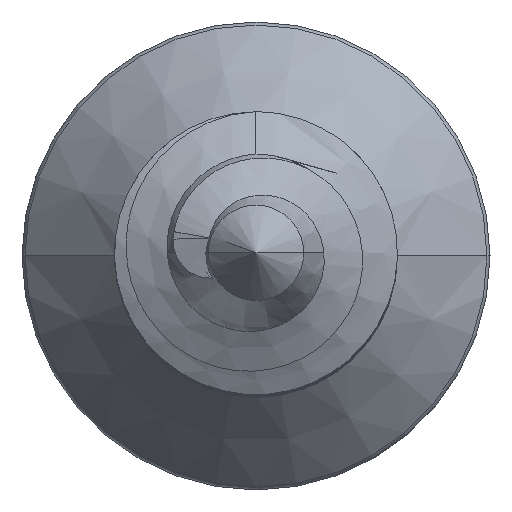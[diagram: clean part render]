
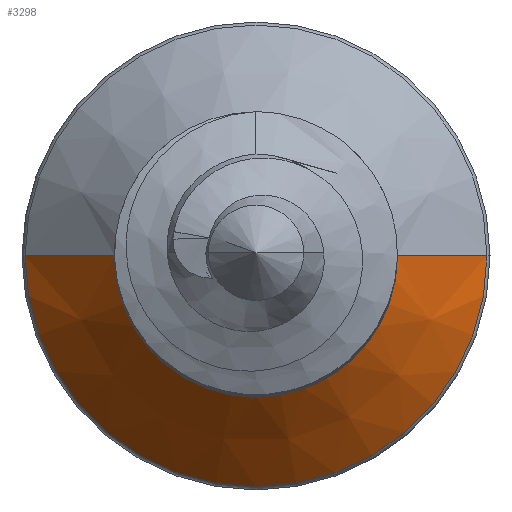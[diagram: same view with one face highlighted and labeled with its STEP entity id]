
A CAD part, top view. The second image highlights one B-rep face of the part: STEP entity #3298.
In plain terms, the highlighted conical face has half-angle 41 degrees and reference radius 1.422 mm.
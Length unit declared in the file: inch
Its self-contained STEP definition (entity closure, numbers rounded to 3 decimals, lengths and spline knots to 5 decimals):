
#47 = DIRECTION ( 'NONE',  ( -1., 0., 0. ) ) ;
#48 = DIRECTION ( 'NONE',  ( 0., 0., 1. ) ) ;
#49 = CARTESIAN_POINT ( 'NONE',  ( 0., 0., -0.66016 ) ) ;
#50 = AXIS2_PLACEMENT_3D ( 'NONE', #49, #48, #47 ) ;
#51 = CIRCLE ( 'NONE', #50, 0.0914 ) ;
#197 = CONICAL_SURFACE ( 'NONE', #254, 0.056, 0.716 ) ;
#241 = DIRECTION ( 'NONE',  ( -1., 0., 0. ) ) ;
#243 = DIRECTION ( 'NONE',  ( 0., 0., -1. ) ) ;
#244 = CARTESIAN_POINT ( 'NONE',  ( 0., 0., -0.61944 ) ) ;
#254 = AXIS2_PLACEMENT_3D ( 'NONE', #244, #243, #241 ) ;
#256 = FACE_OUTER_BOUND ( 'NONE', #3348, .T. ) ;
#2805 = DIRECTION ( 'NONE',  ( -1., 0., 0. ) ) ;
#2806 = DIRECTION ( 'NONE',  ( 0., 0., -1. ) ) ;
#2807 = AXIS2_PLACEMENT_3D ( 'NONE', #2838, #2806, #2805 ) ;
#2812 = CARTESIAN_POINT ( 'NONE',  ( 0.0914, 0., -0.66016 ) ) ;
#2832 = CIRCLE ( 'NONE', #2807, 0.056 ) ;
#2838 = CARTESIAN_POINT ( 'NONE',  ( 0., 0., -0.61944 ) ) ;
#2841 = CARTESIAN_POINT ( 'NONE',  ( -0.056, 0., -0.61944 ) ) ;
#2852 = LINE ( 'NONE', #2891, #2890 ) ;
#2868 = CARTESIAN_POINT ( 'NONE',  ( -0.0914, 0., -0.66016 ) ) ;
#2885 = DIRECTION ( 'NONE',  ( -0.656, 0., -0.755 ) ) ;
#2886 = VECTOR ( 'NONE', #2885, 39.37008 ) ;
#2887 = CARTESIAN_POINT ( 'NONE',  ( -0.056, 0., -0.61944 ) ) ;
#2889 = DIRECTION ( 'NONE',  ( 0.656, 0., -0.755 ) ) ;
#2890 = VECTOR ( 'NONE', #2889, 39.37008 ) ;
#2891 = CARTESIAN_POINT ( 'NONE',  ( 0.056, 0., -0.61944 ) ) ;
#2893 = LINE ( 'NONE', #2887, #2886 ) ;
#2898 = CARTESIAN_POINT ( 'NONE',  ( 0.056, 0., -0.61944 ) ) ;
#2997 = EDGE_CURVE ( 'NONE', #3451, #3443, #51, .T. ) ;
#3007 = ORIENTED_EDGE ( 'NONE', *, *, #2997, .T. ) ;
#3298 = ADVANCED_FACE ( 'NONE', ( #256 ), #197, .T. ) ;
#3339 = ORIENTED_EDGE ( 'NONE', *, *, #3458, .T. ) ;
#3340 = ORIENTED_EDGE ( 'NONE', *, *, #3440, .T. ) ;
#3344 = ORIENTED_EDGE ( 'NONE', *, *, #3457, .F. ) ;
#3348 = EDGE_LOOP ( 'NONE', ( #3344, #3340, #3339, #3007 ) ) ;
#3440 = EDGE_CURVE ( 'NONE', #3455, #3453, #2832, .T. ) ;
#3443 = VERTEX_POINT ( 'NONE', #2812 ) ;
#3451 = VERTEX_POINT ( 'NONE', #2868 ) ;
#3453 = VERTEX_POINT ( 'NONE', #2841 ) ;
#3455 = VERTEX_POINT ( 'NONE', #2898 ) ;
#3457 = EDGE_CURVE ( 'NONE', #3455, #3443, #2852, .T. ) ;
#3458 = EDGE_CURVE ( 'NONE', #3453, #3451, #2893, .T. ) ;
